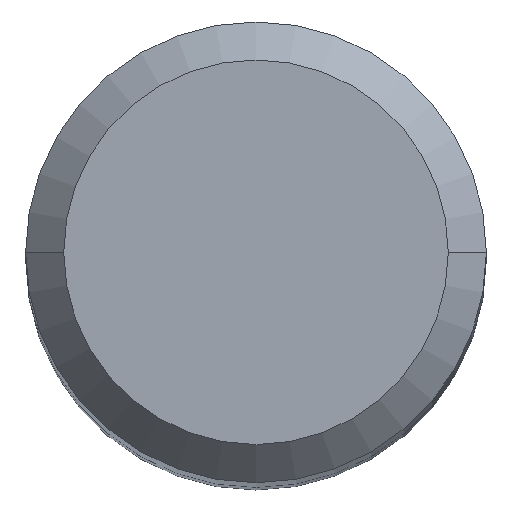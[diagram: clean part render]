
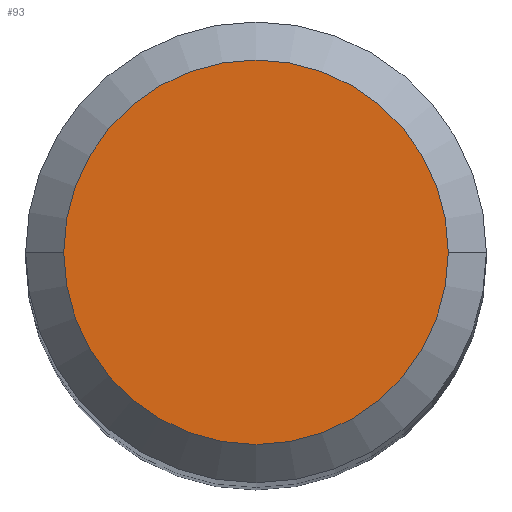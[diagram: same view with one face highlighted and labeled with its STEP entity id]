
A CAD part, top view. The second image highlights one B-rep face of the part: STEP entity #93.
In plain terms, the highlighted planar face has unit normal (0, 0, 1).
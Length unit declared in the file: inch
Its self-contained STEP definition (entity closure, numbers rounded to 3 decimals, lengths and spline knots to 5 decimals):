
#9 = EDGE_LOOP ( 'NONE', ( #17, #282 ) ) ;
#12 = CIRCLE ( 'NONE', #366, 0.15775 ) ;
#13 = CIRCLE ( 'NONE', #374, 0.15775 ) ;
#17 = ORIENTED_EDGE ( 'NONE', *, *, #161, .T. ) ;
#18 = FACE_OUTER_BOUND ( 'NONE', #9, .T. ) ;
#37 = VERTEX_POINT ( 'NONE', #224 ) ;
#50 = DIRECTION ( 'NONE',  ( 1., 0., 0. ) ) ;
#80 = CARTESIAN_POINT ( 'NONE',  ( -0.15775, 0., 0. ) ) ;
#81 = DIRECTION ( 'NONE',  ( 0., 0., -1. ) ) ;
#93 = ADVANCED_FACE ( 'NONE', ( #18 ), #108, .F. ) ;
#106 = CARTESIAN_POINT ( 'NONE',  ( 0., 0., 0. ) ) ;
#108 = PLANE ( 'NONE',  #368 ) ;
#161 = EDGE_CURVE ( 'NONE', #164, #37, #12, .T. ) ;
#164 = VERTEX_POINT ( 'NONE', #80 ) ;
#197 = DIRECTION ( 'NONE',  ( -1., 0., 0. ) ) ;
#224 = CARTESIAN_POINT ( 'NONE',  ( 0.15775, 0., 0. ) ) ;
#229 = CARTESIAN_POINT ( 'NONE',  ( 0., 0., 0. ) ) ;
#263 = DIRECTION ( 'NONE',  ( 0., 0., 1. ) ) ;
#264 = DIRECTION ( 'NONE',  ( 1., 0., 0. ) ) ;
#267 = CARTESIAN_POINT ( 'NONE',  ( 0., 0., 0. ) ) ;
#282 = ORIENTED_EDGE ( 'NONE', *, *, #330, .T. ) ;
#330 = EDGE_CURVE ( 'NONE', #37, #164, #13, .T. ) ;
#366 = AXIS2_PLACEMENT_3D ( 'NONE', #267, #384, #264 ) ;
#368 = AXIS2_PLACEMENT_3D ( 'NONE', #229, #81, #197 ) ;
#374 = AXIS2_PLACEMENT_3D ( 'NONE', #106, #263, #50 ) ;
#384 = DIRECTION ( 'NONE',  ( 0., 0., 1. ) ) ;
